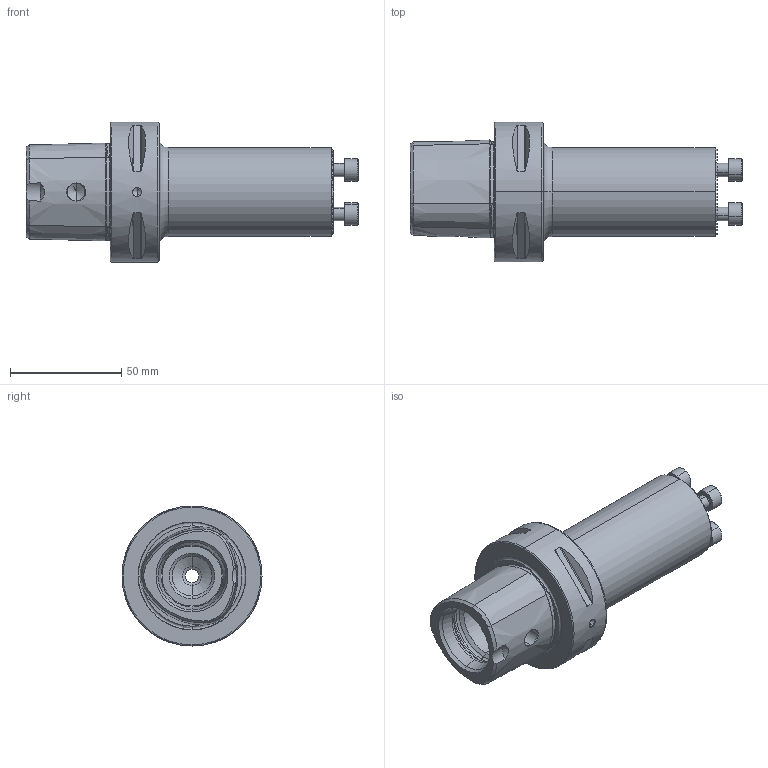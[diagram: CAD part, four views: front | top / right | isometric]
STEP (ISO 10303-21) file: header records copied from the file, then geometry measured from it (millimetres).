
FILE_DESCRIPTION (( 'STEP AP214' ), '1' );
FILE_NAME ('PS6-WK1.040.140.STEP', '2015-05-07T08:11:23', ( 'SWIAdmin' ), ( 'Hewlett-Packard Company' ), 'SwSTEP 2.0', 'SolidWorks 2012', '' );
FILE_SCHEMA (( 'AUTOMOTIVE_DESIGN' ));
Length unit declared in the file: millimetre
Products named in the file (4): DIN 3771 - 6x1; ISO 4762 - M6 x 16; PS6-WK1.040.140_A; PS6-WK1.040.140
Assembly tree (6 placements, depth 2):
  PS6-WK1.040.140
    PS6-WK1.040.140_A
    ISO 4762 - M6 x 16  x4
    DIN 3771 - 6x1
Bounding box: 149.4 x 63 x 63 mm (x, y, z)
Volume: 191513.6 mm3; surface area: 36011.3 mm2
Topology: 6 solids, 6 shells, 488 faces, 1267 edges, 786 vertices
Faces by surface type: plane 242, cylinder 111, cone 83, torus 52
Entity records: 17089 total; most frequent: CARTESIAN_POINT 4776, ORIENTED_EDGE 2158, DIRECTION 1822, EDGE_CURVE 1079, AXIS2_PLACEMENT_3D 727, VERTEX_POINT 687, EDGE_LOOP 422, FACE_OUTER_BOUND 407
